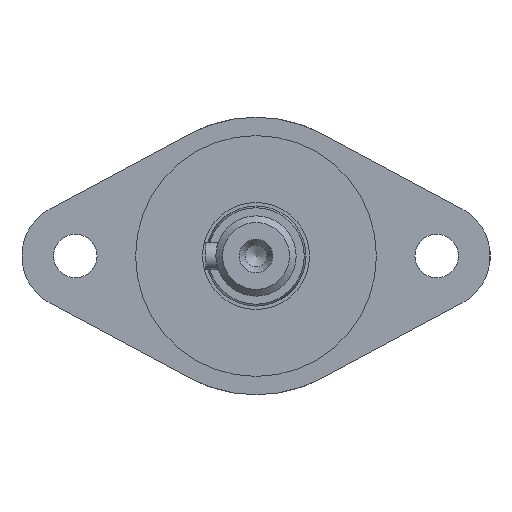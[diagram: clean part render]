
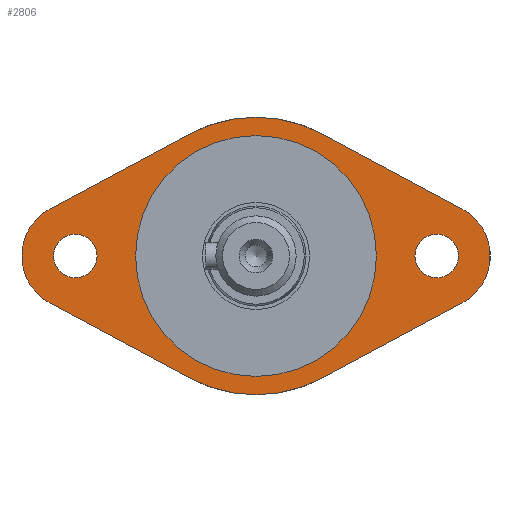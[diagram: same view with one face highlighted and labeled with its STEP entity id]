
A CAD part, left-side view. The second image highlights one B-rep face of the part: STEP entity #2806.
In plain terms, the highlighted planar face has unit normal (-1, 0, 0).
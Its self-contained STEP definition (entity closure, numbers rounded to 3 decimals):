
#121=LINE('',#4174,#374);
#123=LINE('',#4179,#376);
#127=LINE('',#4192,#380);
#132=LINE('',#4205,#385);
#374=VECTOR('',#3351,10.);
#376=VECTOR('',#3355,10.);
#380=VECTOR('',#3367,10.);
#385=VECTOR('',#3380,10.);
#765=FACE_BOUND('',#978,.T.);
#766=FACE_BOUND('',#979,.T.);
#767=FACE_BOUND('',#980,.T.);
#819=FACE_OUTER_BOUND('',#977,.T.);
#977=EDGE_LOOP('',(#2046,#2047,#2048,#2049,#2050,#2051,#2052,#2053));
#978=EDGE_LOOP('',(#2054));
#979=EDGE_LOOP('',(#2055));
#980=EDGE_LOOP('',(#2056,#2057));
#1134=CIRCLE('',#2995,3.25);
#1137=CIRCLE('',#2999,3.25);
#1139=CIRCLE('',#3002,8.);
#1143=CIRCLE('',#3011,8.);
#1145=CIRCLE('',#3016,18.);
#1146=CIRCLE('',#3017,18.);
#1149=CIRCLE('',#3021,20.75);
#1150=CIRCLE('',#3022,20.75);
#1262=VERTEX_POINT('',#4149);
#1265=VERTEX_POINT('',#4157);
#1268=VERTEX_POINT('',#4164);
#1269=VERTEX_POINT('',#4166);
#1271=VERTEX_POINT('',#4172);
#1273=VERTEX_POINT('',#4178);
#1277=VERTEX_POINT('',#4189);
#1278=VERTEX_POINT('',#4191);
#1280=VERTEX_POINT('',#4197);
#1282=VERTEX_POINT('',#4203);
#1283=VERTEX_POINT('',#4209);
#1284=VERTEX_POINT('',#4210);
#1547=EDGE_CURVE('',#1262,#1262,#1134,.T.);
#1551=EDGE_CURVE('',#1265,#1265,#1137,.T.);
#1554=EDGE_CURVE('',#1268,#1269,#1139,.T.);
#1558=EDGE_CURVE('',#1271,#1268,#121,.T.);
#1560=EDGE_CURVE('',#1269,#1273,#123,.T.);
#1566=EDGE_CURVE('',#1278,#1277,#127,.T.);
#1570=EDGE_CURVE('',#1277,#1280,#1143,.T.);
#1573=EDGE_CURVE('',#1280,#1282,#132,.T.);
#1575=EDGE_CURVE('',#1283,#1284,#1145,.T.);
#1576=EDGE_CURVE('',#1284,#1283,#1146,.T.);
#1580=EDGE_CURVE('',#1273,#1282,#1149,.T.);
#1581=EDGE_CURVE('',#1278,#1271,#1150,.T.);
#2046=ORIENTED_EDGE('',*,*,#1580,.F.);
#2047=ORIENTED_EDGE('',*,*,#1560,.F.);
#2048=ORIENTED_EDGE('',*,*,#1554,.F.);
#2049=ORIENTED_EDGE('',*,*,#1558,.F.);
#2050=ORIENTED_EDGE('',*,*,#1581,.F.);
#2051=ORIENTED_EDGE('',*,*,#1566,.T.);
#2052=ORIENTED_EDGE('',*,*,#1570,.T.);
#2053=ORIENTED_EDGE('',*,*,#1573,.T.);
#2054=ORIENTED_EDGE('',*,*,#1547,.T.);
#2055=ORIENTED_EDGE('',*,*,#1551,.T.);
#2056=ORIENTED_EDGE('',*,*,#1575,.T.);
#2057=ORIENTED_EDGE('',*,*,#1576,.T.);
#2692=PLANE('',#3020);
#2806=ADVANCED_FACE('',(#819,#765,#766,#767),#2692,.T.);
#2995=AXIS2_PLACEMENT_3D('',#4151,#3328,#3329);
#2999=AXIS2_PLACEMENT_3D('',#4159,#3337,#3338);
#3002=AXIS2_PLACEMENT_3D('',#4167,#3344,#3345);
#3011=AXIS2_PLACEMENT_3D('',#4199,#3374,#3375);
#3016=AXIS2_PLACEMENT_3D('',#4211,#3387,#3388);
#3017=AXIS2_PLACEMENT_3D('',#4212,#3389,#3390);
#3020=AXIS2_PLACEMENT_3D('',#4218,#3396,#3397);
#3021=AXIS2_PLACEMENT_3D('',#4219,#3398,#3399);
#3022=AXIS2_PLACEMENT_3D('',#4220,#3400,#3401);
#3328=DIRECTION('center_axis',(1.,0.,0.));
#3329=DIRECTION('ref_axis',(0.,0.,-1.));
#3337=DIRECTION('center_axis',(1.,0.,0.));
#3338=DIRECTION('ref_axis',(0.,0.,-1.));
#3344=DIRECTION('center_axis',(1.,0.,0.));
#3345=DIRECTION('ref_axis',(0.,0.472,0.881));
#3351=DIRECTION('',(0.,-0.881,-0.472));
#3355=DIRECTION('',(0.,0.881,-0.472));
#3367=DIRECTION('',(0.,0.881,-0.472));
#3374=DIRECTION('center_axis',(-1.,0.,0.));
#3375=DIRECTION('ref_axis',(0.,0.472,0.881));
#3380=DIRECTION('',(0.,-0.881,-0.472));
#3387=DIRECTION('center_axis',(1.,0.,0.));
#3388=DIRECTION('ref_axis',(0.,1.,0.));
#3389=DIRECTION('center_axis',(1.,0.,0.));
#3390=DIRECTION('ref_axis',(0.,1.,0.));
#3396=DIRECTION('center_axis',(-1.,0.,0.));
#3397=DIRECTION('ref_axis',(0.,0.,
1.));
#3398=DIRECTION('center_axis',(1.,0.,0.));
#3399=DIRECTION('ref_axis',(0.,1.,0.));
#3400=DIRECTION('center_axis',(1.,0.,0.));
#3401=DIRECTION('ref_axis',(0.,1.,0.));
#4149=CARTESIAN_POINT('',(-46.5,27.,3.25));
#4151=CARTESIAN_POINT('Origin',(-46.5,27.,0.));
#4157=CARTESIAN_POINT('',(-46.5,-27.,3.25));
#4159=CARTESIAN_POINT('Origin',(-46.5,-27.,0.));
#4164=CARTESIAN_POINT('',(-46.5,-30.778,7.052));
#4166=CARTESIAN_POINT('',(-46.5,-30.778,-7.052));
#4167=CARTESIAN_POINT('Origin',(-46.5,-27.,0.));
#4172=CARTESIAN_POINT('',(-46.5,-9.799,18.291));
#4174=CARTESIAN_POINT('',(-46.5,-9.799,18.291));
#4178=CARTESIAN_POINT('',(-46.5,-9.799,-18.291));
#4179=CARTESIAN_POINT('',(-46.5,-30.778,-7.052));
#4189=CARTESIAN_POINT('',(-46.5,30.778,7.052));
#4191=CARTESIAN_POINT('',(-46.5,9.799,18.291));
#4192=CARTESIAN_POINT('',(-46.5,9.799,18.291));
#4197=CARTESIAN_POINT('',(-46.5,30.778,-7.052));
#4199=CARTESIAN_POINT('Origin',(-46.5,27.,0.));
#4203=CARTESIAN_POINT('',(-46.5,9.799,-18.291));
#4205=CARTESIAN_POINT('',(-46.5,30.778,-7.052));
#4209=CARTESIAN_POINT('',(-46.5,18.,0.));
#4210=CARTESIAN_POINT('',(-46.5,-18.,0.));
#4211=CARTESIAN_POINT('Origin',(-46.5,0.,0.));
#4212=CARTESIAN_POINT('Origin',(-46.5,0.,0.));
#4218=CARTESIAN_POINT('Origin',(-46.5,19.375,0.));
#4219=CARTESIAN_POINT('Origin',(-46.5,0.,0.));
#4220=CARTESIAN_POINT('Origin',(-46.5,0.,0.));
